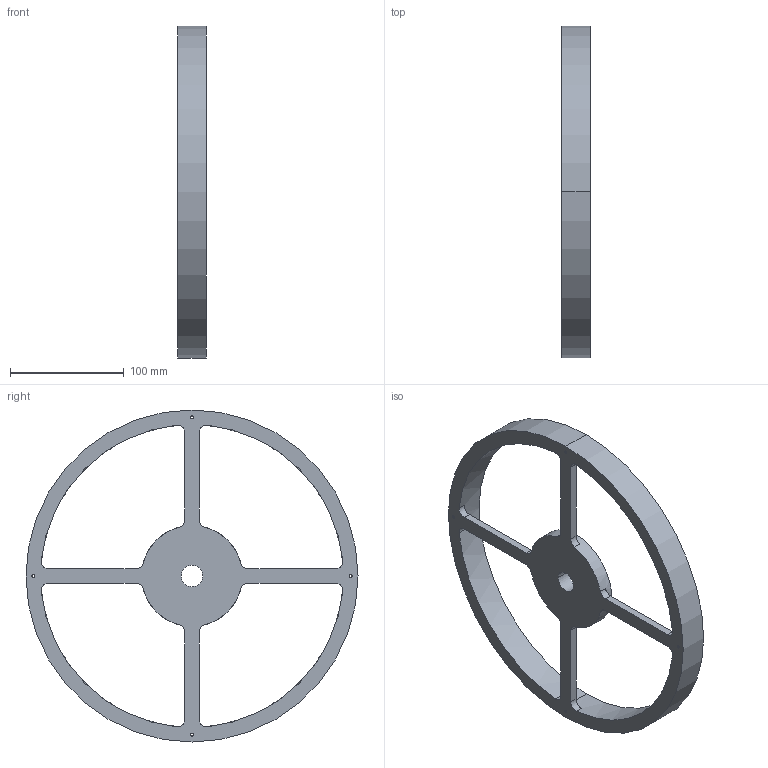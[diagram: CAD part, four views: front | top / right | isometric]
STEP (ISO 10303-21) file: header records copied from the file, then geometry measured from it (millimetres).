
FILE_DESCRIPTION(('produced by SPATIAL CORP'),'2;1');
FILE_NAME( 'st13-398.prt.hh.sat.stp', '2002-04-19T13:34:16+00:00',('SPATIAL CORP'),('SPATIAL CORP'), 'ACIS STEP Husk','http://www.spatial.com','SPATIAL CORP');
FILE_SCHEMA(('CONFIG_CONTROL_DESIGN'));
Length unit declared in the file: millimetre
Products named in the file (1): PRODUCT_ID_1
Bounding box: 25.4 x 292.1 x 292.1 mm (x, y, z)
Volume: 387344.8 mm3; surface area: 96734 mm2
Topology: 1 solids, 1 shells, 47 faces, 144 edges, 96 vertices
Faces by surface type: cylinder 32, plane 15
Entity records: 1779 total; most frequent: DIRECTION 318, ORIENTED_EDGE 288, CARTESIAN_POINT 287, EDGE_CURVE 144, AXIS2_PLACEMENT_3D 127, VERTEX_POINT 96, CIRCLE 80, VECTOR 64
